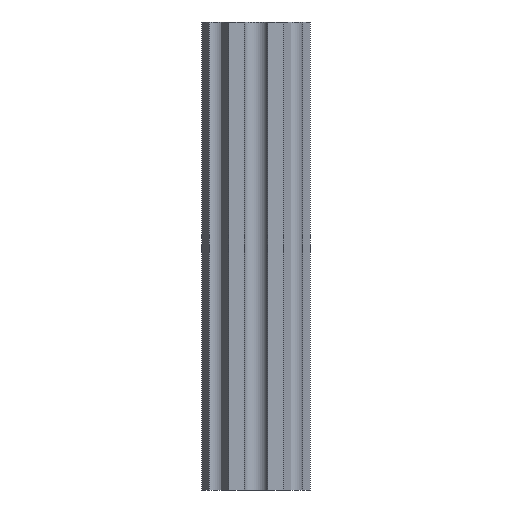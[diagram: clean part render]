
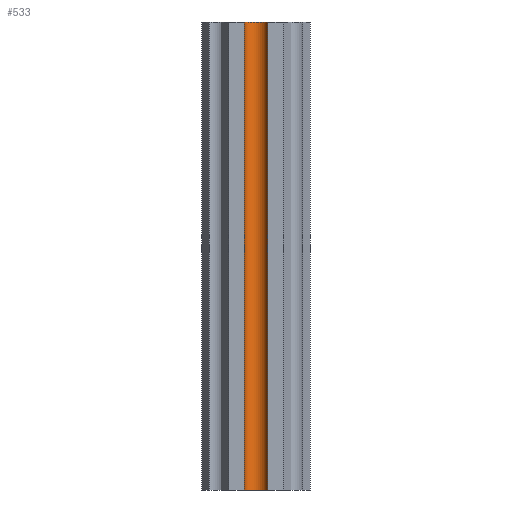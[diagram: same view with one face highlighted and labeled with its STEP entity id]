
A CAD part, front view. The second image highlights one B-rep face of the part: STEP entity #533.
In plain terms, the highlighted cylindrical face has radius 1.587 mm (diameter 3.175 mm), a partial arc.
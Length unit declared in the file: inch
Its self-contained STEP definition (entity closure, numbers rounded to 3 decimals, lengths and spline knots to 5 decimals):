
#14 = EDGE_CURVE ( 'NONE', #570, #665, #339, .T. ) ;
#29 = DIRECTION ( 'NONE',  ( 0., 0., -1. ) ) ;
#86 = EDGE_CURVE ( 'NONE', #659, #547, #283, .T. ) ;
#122 = EDGE_CURVE ( 'NONE', #665, #547, #243, .T. ) ;
#139 = CARTESIAN_POINT ( 'NONE',  ( 0.0625, -0.25, 2.48031 ) ) ;
#143 = DIRECTION ( 'NONE',  ( 0., 0., -1. ) ) ;
#166 = CARTESIAN_POINT ( 'NONE',  ( -0.0625, -0.25, 2.48031 ) ) ;
#171 = CYLINDRICAL_SURFACE ( 'NONE', #795, 0.0625 ) ;
#178 = FACE_OUTER_BOUND ( 'NONE', #426, .T. ) ;
#195 = CIRCLE ( 'NONE', #522, 0.0625 ) ;
#243 = CIRCLE ( 'NONE', #421, 0.0625 ) ;
#280 = VECTOR ( 'NONE', #29, 39.37008 ) ;
#283 = LINE ( 'NONE', #139, #280 ) ;
#336 = VECTOR ( 'NONE', #143, 39.37008 ) ;
#339 = LINE ( 'NONE', #166, #336 ) ;
#379 = ORIENTED_EDGE ( 'NONE', *, *, #86, .F. ) ;
#381 = ORIENTED_EDGE ( 'NONE', *, *, #122, .T. ) ;
#383 = ORIENTED_EDGE ( 'NONE', *, *, #14, .T. ) ;
#384 = ORIENTED_EDGE ( 'NONE', *, *, #466, .F. ) ;
#421 = AXIS2_PLACEMENT_3D ( 'NONE', #810, #809, #808 ) ;
#426 = EDGE_LOOP ( 'NONE', ( #381, #379, #384, #383 ) ) ;
#466 = EDGE_CURVE ( 'NONE', #570, #659, #195, .T. ) ;
#522 = AXIS2_PLACEMENT_3D ( 'NONE', #710, #709, #708 ) ;
#533 = ADVANCED_FACE ( 'NONE', ( #178 ), #171, .F. ) ;
#547 = VERTEX_POINT ( 'NONE', #611 ) ;
#570 = VERTEX_POINT ( 'NONE', #622 ) ;
#588 = CARTESIAN_POINT ( 'NONE',  ( -0.0625, -0.25, 0. ) ) ;
#590 = CARTESIAN_POINT ( 'NONE',  ( 0.0625, -0.25, 2.48031 ) ) ;
#611 = CARTESIAN_POINT ( 'NONE',  ( 0.0625, -0.25, 0. ) ) ;
#622 = CARTESIAN_POINT ( 'NONE',  ( -0.0625, -0.25, 2.48031 ) ) ;
#659 = VERTEX_POINT ( 'NONE', #590 ) ;
#665 = VERTEX_POINT ( 'NONE', #588 ) ;
#668 = DIRECTION ( 'NONE',  ( 0., 0., -1. ) ) ;
#670 = DIRECTION ( 'NONE',  ( -1., 0., 0. ) ) ;
#682 = CARTESIAN_POINT ( 'NONE',  ( 0., -0.25, 2.48031 ) ) ;
#708 = DIRECTION ( 'NONE',  ( 1., 0., 0. ) ) ;
#709 = DIRECTION ( 'NONE',  ( 0., 0., -1. ) ) ;
#710 = CARTESIAN_POINT ( 'NONE',  ( 0., -0.25, 2.48031 ) ) ;
#795 = AXIS2_PLACEMENT_3D ( 'NONE', #682, #668, #670 ) ;
#808 = DIRECTION ( 'NONE',  ( 1., 0., 0. ) ) ;
#809 = DIRECTION ( 'NONE',  ( 0., 0., -1. ) ) ;
#810 = CARTESIAN_POINT ( 'NONE',  ( 0., -0.25, 0. ) ) ;
